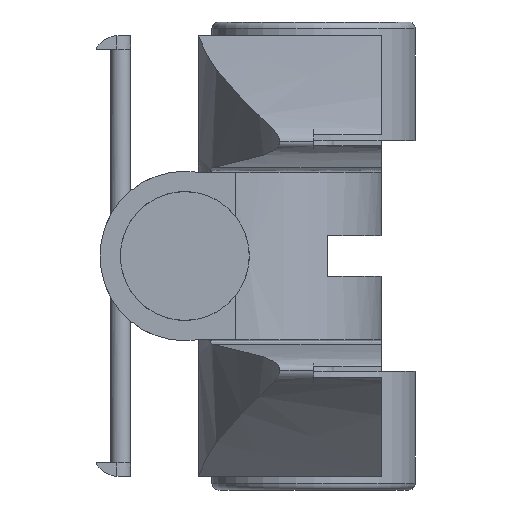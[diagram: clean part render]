
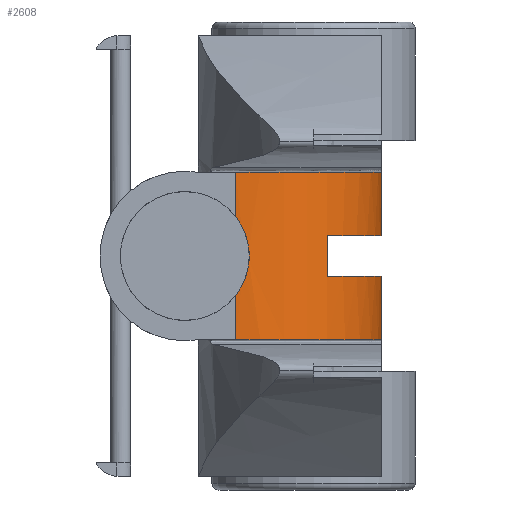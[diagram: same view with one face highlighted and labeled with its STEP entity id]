
A CAD part, left-side view. The second image highlights one B-rep face of the part: STEP entity #2608.
In plain terms, the highlighted cylindrical face has radius 21.5 mm (diameter 43 mm), a partial arc.
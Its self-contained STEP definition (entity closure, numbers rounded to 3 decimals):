
#77=B_SPLINE_CURVE_WITH_KNOTS('',3,(#4010,#4011,#4012,#4013),
 .UNSPECIFIED.,.F.,.F.,(4,4),(-0.119,0.),.UNSPECIFIED.);
#105=B_SPLINE_CURVE_WITH_KNOTS('',3,(#4973,#4974,#4975,#4976),
 .UNSPECIFIED.,.F.,.F.,(4,4),(-0.119,0.),.UNSPECIFIED.);
#106=B_SPLINE_CURVE_WITH_KNOTS('',3,(#4982,#4983,#4984,#4985,#4986,#4987),
 .UNSPECIFIED.,.F.,.F.,(4,2,4),(-0.6,-0.36,0.),
 .UNSPECIFIED.);
#107=B_SPLINE_CURVE_WITH_KNOTS('',3,(#4989,#4990,#4991,#4992,#4993,#4994),
 .UNSPECIFIED.,.F.,.F.,(4,2,4),(-0.6,-0.36,0.),
 .UNSPECIFIED.);
#168=CYLINDRICAL_SURFACE('',#2818,21.5);
#212=LINE('',#3945,#435);
#307=LINE('',#4901,#530);
#334=LINE('',#4980,#557);
#335=LINE('',#4995,#558);
#336=LINE('',#4996,#559);
#435=VECTOR('',#3017,10.);
#530=VECTOR('',#3258,10.);
#557=VECTOR('',#3317,10.);
#558=VECTOR('',#3318,10.);
#559=VECTOR('',#3319,10.);
#823=FACE_OUTER_BOUND('',#980,.T.);
#980=EDGE_LOOP('',(#2201,#2202,#2203,#2204,#2205,#2206,#2207,#2208,#2209,
#2210,#2211,#2212,#2213));
#1071=CIRCLE('',#2744,21.5);
#1075=CIRCLE('',#2749,21.5);
#1096=CIRCLE('',#2819,21.5);
#1097=CIRCLE('',#2820,21.5);
#1166=VERTEX_POINT('',#3942);
#1167=VERTEX_POINT('',#3944);
#1183=VERTEX_POINT('',#4009);
#1186=VERTEX_POINT('',#4039);
#1193=VERTEX_POINT('',#4075);
#1269=VERTEX_POINT('',#4896);
#1270=VERTEX_POINT('',#4900);
#1293=VERTEX_POINT('',#4970);
#1294=VERTEX_POINT('',#4972);
#1295=VERTEX_POINT('',#4977);
#1296=VERTEX_POINT('',#4979);
#1297=VERTEX_POINT('',#4981);
#1298=VERTEX_POINT('',#4988);
#1430=EDGE_CURVE('',#1166,#1167,#212,.T.);
#1455=EDGE_CURVE('',#1167,#1183,#77,.T.);
#1459=EDGE_CURVE('',#1186,#1166,#1071,.T.);
#1468=EDGE_CURVE('',#1183,#1193,#1075,.T.);
#1588=EDGE_CURVE('',#1270,#1269,#307,.T.);
#1620=EDGE_CURVE('',#1293,#1270,#1096,.T.);
#1621=EDGE_CURVE('',#1269,#1294,#105,.T.);
#1622=EDGE_CURVE('',#1294,#1295,#1097,.T.);
#1623=EDGE_CURVE('',#1295,#1296,#334,.T.);
#1624=EDGE_CURVE('',#1296,#1297,#106,.T.);
#1625=EDGE_CURVE('',#1298,#1297,#107,.T.);
#1626=EDGE_CURVE('',#1193,#1298,#335,.T.);
#1627=EDGE_CURVE('',#1186,#1293,#336,.T.);
#2201=ORIENTED_EDGE('',*,*,#1620,.T.);
#2202=ORIENTED_EDGE('',*,*,#1588,.T.);
#2203=ORIENTED_EDGE('',*,*,#1621,.T.);
#2204=ORIENTED_EDGE('',*,*,#1622,.T.);
#2205=ORIENTED_EDGE('',*,*,#1623,.T.);
#2206=ORIENTED_EDGE('',*,*,#1624,.T.);
#2207=ORIENTED_EDGE('',*,*,#1625,.F.);
#2208=ORIENTED_EDGE('',*,*,#1626,.F.);
#2209=ORIENTED_EDGE('',*,*,#1468,.F.);
#2210=ORIENTED_EDGE('',*,*,#1455,.F.);
#2211=ORIENTED_EDGE('',*,*,#1430,.F.);
#2212=ORIENTED_EDGE('',*,*,#1459,.F.);
#2213=ORIENTED_EDGE('',*,*,#1627,.T.);
#2608=ADVANCED_FACE('',(#823),#168,.T.);
#2744=AXIS2_PLACEMENT_3D('',#4040,#3063,#3064);
#2749=AXIS2_PLACEMENT_3D('',#4076,#3077,#3078);
#2818=AXIS2_PLACEMENT_3D('',#4969,#3311,#3312);
#2819=AXIS2_PLACEMENT_3D('',#4971,#3313,#3314);
#2820=AXIS2_PLACEMENT_3D('',#4978,#3315,#3316);
#3017=DIRECTION('',(0.,0.,-1.));
#3063=DIRECTION('center_axis',(0.,0.,1.));
#3064=DIRECTION('ref_axis',(-0.707,-0.707,0.));
#3077=DIRECTION('center_axis',(0.,0.,-1.));
#3078=DIRECTION('ref_axis',(-0.707,-0.707,0.));
#3258=DIRECTION('',(0.,0.,1.));
#3311=DIRECTION('center_axis',(0.,0.,-1.));
#3312=DIRECTION('ref_axis',(-0.707,-0.707,0.));
#3313=DIRECTION('center_axis',(0.,0.,1.));
#3314=DIRECTION('ref_axis',(-0.707,-0.707,0.));
#3315=DIRECTION('center_axis',(0.,0.,-1.));
#3316=DIRECTION('ref_axis',(-0.707,-0.707,0.));
#3317=DIRECTION('',(0.,0.,-1.));
#3318=DIRECTION('',(0.,0.,1.));
#3319=DIRECTION('',(0.,0.,1.));
#3942=CARTESIAN_POINT('',(21.5,0.,-3.));
#3944=CARTESIAN_POINT('',(21.5,0.,-12.482));
#3945=CARTESIAN_POINT('',(21.5,0.,-8.125));
#4009=CARTESIAN_POINT('',(20.555,0.021,-12.35));
#4010=CARTESIAN_POINT('Ctrl Pts',(21.5,0.,-12.482));
#4011=CARTESIAN_POINT('Ctrl Pts',(21.278,0.,
-12.443));
#4012=CARTESIAN_POINT('Ctrl Pts',(20.949,0.003,-12.399));
#4013=CARTESIAN_POINT('Ctrl Pts',(20.555,0.021,-12.35));
#4039=CARTESIAN_POINT('',(4.767,8.,-3.));
#4040=CARTESIAN_POINT('Origin',(21.5,21.5,-3.));
#4075=CARTESIAN_POINT('',(0.,21.5,-12.35));
#4076=CARTESIAN_POINT('Origin',(21.5,21.5,-12.35));
#4896=CARTESIAN_POINT('',(21.5,0.,12.482));
#4900=CARTESIAN_POINT('',(21.5,0.,3.));
#4901=CARTESIAN_POINT('',(21.5,0.,8.125));
#4969=CARTESIAN_POINT('Origin',(21.5,21.5,8.125));
#4970=CARTESIAN_POINT('',(4.767,8.,3.));
#4971=CARTESIAN_POINT('Origin',(21.5,21.5,3.));
#4972=CARTESIAN_POINT('',(20.555,0.021,12.35));
#4973=CARTESIAN_POINT('Ctrl Pts',(21.5,0.,12.482));
#4974=CARTESIAN_POINT('Ctrl Pts',(21.278,0.,
12.443));
#4975=CARTESIAN_POINT('Ctrl Pts',(20.949,0.003,12.399));
#4976=CARTESIAN_POINT('Ctrl Pts',(20.555,0.021,12.35));
#4977=CARTESIAN_POINT('',(0.,21.5,12.35));
#4978=CARTESIAN_POINT('Origin',(21.5,21.5,12.35));
#4979=CARTESIAN_POINT('',(0.,21.5,5.831));
#4980=CARTESIAN_POINT('',(0.,21.5,8.125));
#4981=CARTESIAN_POINT('',(0.093,19.5,0.));
#4982=CARTESIAN_POINT('Ctrl Pts',(0.,21.5,5.831));
#4983=CARTESIAN_POINT('Ctrl Pts',(0.,20.991,
5.176));
#4984=CARTESIAN_POINT('Ctrl Pts',(0.018,20.556,4.435));
#4985=CARTESIAN_POINT('Ctrl Pts',(0.067,19.741,2.476));
#4986=CARTESIAN_POINT('Ctrl Pts',(0.093,19.5,1.199));
#4987=CARTESIAN_POINT('Ctrl Pts',(0.093,19.5,0.));
#4988=CARTESIAN_POINT('',(0.,21.5,-5.831));
#4989=CARTESIAN_POINT('Ctrl Pts',(0.,21.5,-5.831));
#4990=CARTESIAN_POINT('Ctrl Pts',(0.,20.991,
-5.176));
#4991=CARTESIAN_POINT('Ctrl Pts',(0.018,20.556,-4.435));
#4992=CARTESIAN_POINT('Ctrl Pts',(0.067,19.741,-2.476));
#4993=CARTESIAN_POINT('Ctrl Pts',(0.093,19.5,-1.199));
#4994=CARTESIAN_POINT('Ctrl Pts',(0.093,19.5,0.));
#4995=CARTESIAN_POINT('',(0.,21.5,-8.125));
#4996=CARTESIAN_POINT('',(4.767,8.,8.125));
